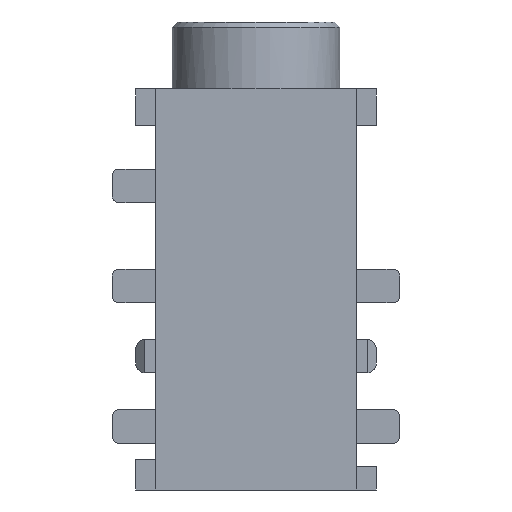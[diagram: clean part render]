
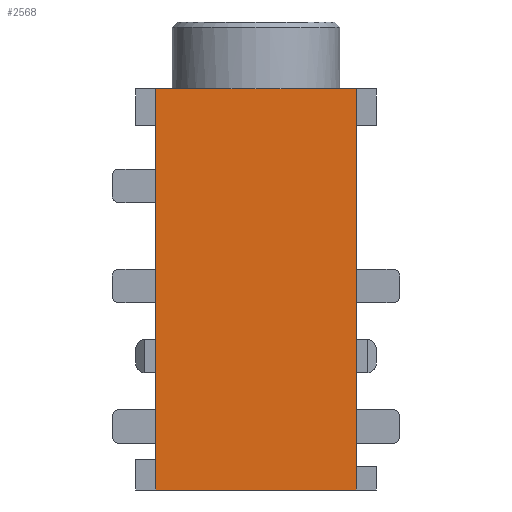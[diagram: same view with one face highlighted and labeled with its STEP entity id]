
A CAD part, front view. The second image highlights one B-rep face of the part: STEP entity #2568.
In plain terms, the highlighted planar face has unit normal (0, -1, 0).
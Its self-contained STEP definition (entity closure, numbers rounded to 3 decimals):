
#187=DIRECTION('',(-1.,0.,0.));
#188=VECTOR('',#187,6.);
#189=CARTESIAN_POINT('',(3.,-2.2,-12.));
#190=LINE('',#189,#188);
#394=DIRECTION('',(-1.,0.,0.));
#395=VECTOR('',#394,1.813);
#396=CARTESIAN_POINT('',(-1.187,-2.2,0.));
#397=LINE('',#396,#395);
#398=DIRECTION('',(0.,0.,1.));
#399=VECTOR('',#398,12.);
#400=CARTESIAN_POINT('',(3.,-2.2,-12.));
#401=LINE('',#400,#399);
#402=DIRECTION('',(0.,0.,-1.));
#403=VECTOR('',#402,12.);
#404=CARTESIAN_POINT('',(-3.,-2.2,0.));
#405=LINE('',#404,#403);
#484=DIRECTION('',(1.,0.,0.));
#485=VECTOR('',#484,1.813);
#486=CARTESIAN_POINT('',(1.187,-2.2,0.));
#487=LINE('',#486,#485);
#1058=DIRECTION('',(1.,0.,0.));
#1059=VECTOR('',#1058,2.375);
#1060=CARTESIAN_POINT('',(-1.187,-2.2,0.));
#1061=LINE('',#1060,#1059);
#1343=CARTESIAN_POINT('',(-3.,-2.2,0.));
#1344=CARTESIAN_POINT('',(-3.,-2.2,-12.));
#1345=VERTEX_POINT('',#1343);
#1346=VERTEX_POINT('',#1344);
#1381=CARTESIAN_POINT('',(1.187,-2.2,0.));
#1382=CARTESIAN_POINT('',(-1.187,-2.2,0.));
#1383=VERTEX_POINT('',#1381);
#1384=VERTEX_POINT('',#1382);
#1393=CARTESIAN_POINT('',(3.,-2.2,-12.));
#1394=VERTEX_POINT('',#1393);
#1609=CARTESIAN_POINT('',(3.,-2.2,0.));
#1610=VERTEX_POINT('',#1609);
#2552=CARTESIAN_POINT('',(-3.,-2.2,-12.));
#2553=DIRECTION('',(0.,-1.,0.));
#2554=DIRECTION('',(0.707,0.,-0.707));
#2555=AXIS2_PLACEMENT_3D('',#2552,#2553,#2554);
#2556=PLANE('',#2555);
#2558=ORIENTED_EDGE('',*,*,#2557,.F.);
#2560=ORIENTED_EDGE('',*,*,#2559,.T.);
#2562=ORIENTED_EDGE('',*,*,#2561,.T.);
#2563=ORIENTED_EDGE('',*,*,#2347,.F.);
#2564=ORIENTED_EDGE('',*,*,#2100,.T.);
#2565=ORIENTED_EDGE('',*,*,#2170,.F.);
#2566=EDGE_LOOP('',(#2558,#2560,#2562,#2563,#2564,#2565));
#2567=FACE_OUTER_BOUND('',#2566,.F.);
#2100=EDGE_CURVE('',#1394,#1346,#190,.T.);
#2170=EDGE_CURVE('',#1345,#1346,#405,.T.);
#2347=EDGE_CURVE('',#1394,#1610,#401,.T.);
#2557=EDGE_CURVE('',#1384,#1345,#397,.T.);
#2559=EDGE_CURVE('',#1384,#1383,#1061,.T.);
#2561=EDGE_CURVE('',#1383,#1610,#487,.T.);
#2568=ADVANCED_FACE('',(#2567),#2556,.T.);
